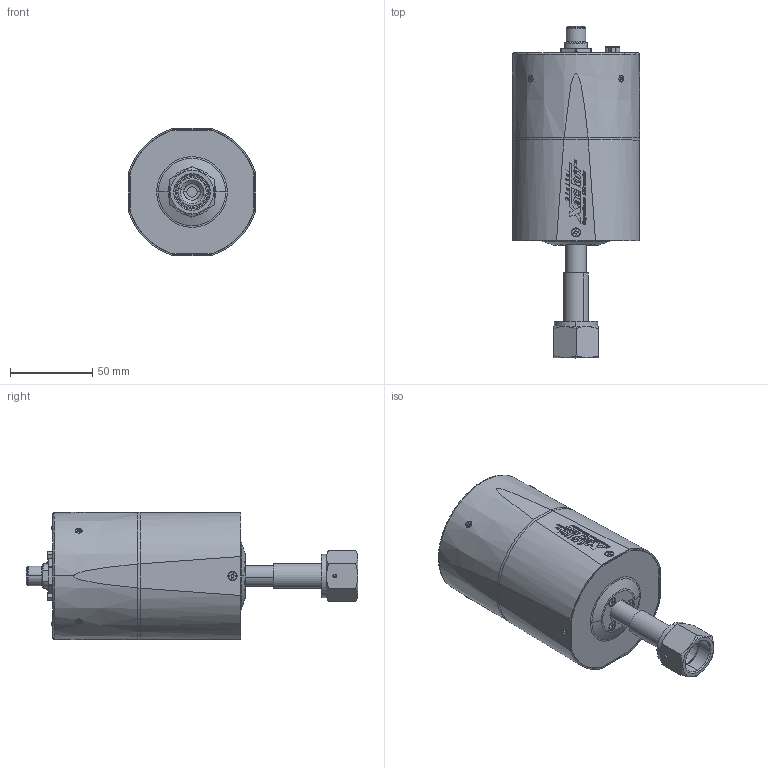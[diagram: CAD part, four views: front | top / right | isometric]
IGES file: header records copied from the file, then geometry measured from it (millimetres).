
Start section: SolidWorks IGES file using analytic representation for surfaces
Global section: file name: CMX-3-XXX-D-4.IGS; native system: SolidWorks 2019; preprocessor: SolidWorks 2019; author: CFehr; date: 200807.084927; units: inch
Bounding box: 77.44 x 202.24 x 77.44 mm (x, y, z)
Volume: 79880 mm3; surface area: 115202.5 mm2
Topology: 34 solids, 36 shells, 4489 faces, 11946 edges, 7836 vertices
Faces by surface type: plane 2259, bspline 1351, revolution 879
